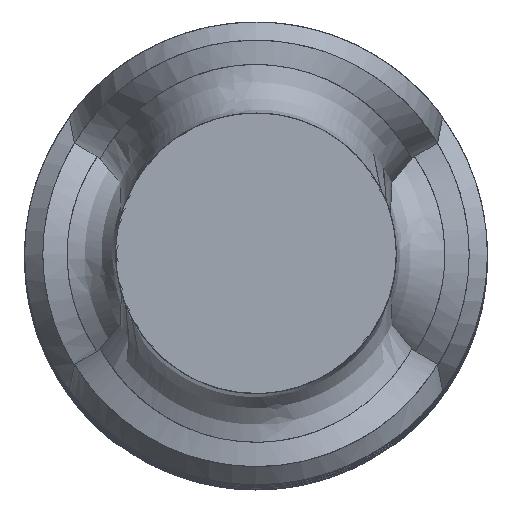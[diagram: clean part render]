
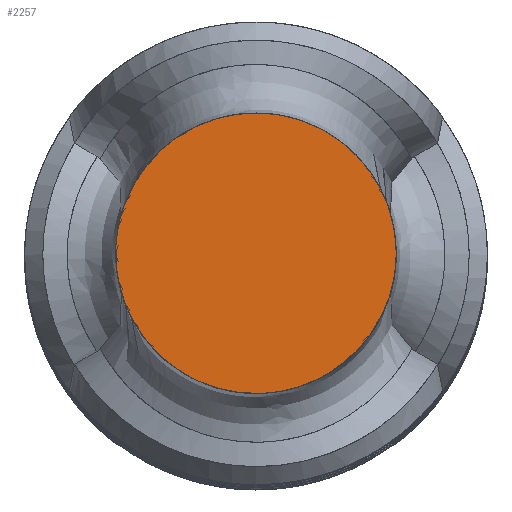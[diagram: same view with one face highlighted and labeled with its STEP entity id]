
A CAD part, top view. The second image highlights one B-rep face of the part: STEP entity #2257.
In plain terms, the highlighted free-form (B-spline) face has degree [1, 1] with [2, 2] control points.
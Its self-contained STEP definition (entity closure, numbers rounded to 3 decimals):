
#2149=CARTESIAN_POINT('',(-23.377,-23.377,315.0));
#2150=CARTESIAN_POINT('',(23.377,-23.377,315.0));
#2151=CARTESIAN_POINT('',(-23.377,23.377,315.0));
#2152=CARTESIAN_POINT('',(23.377,23.377,315.0));
#2153=QUASI_UNIFORM_SURFACE('',1,1,((#2149,#2151),(#2150,#2152)),.UNSPECIFIED.,.F.,.F.,.U.);
#2154=CARTESIAN_POINT('',(23.1,0.0,315.0));
#2155=VERTEX_POINT('',#2154);
#2156=CARTESIAN_POINT('',(23.1,0.0,315.0));
#2157=CARTESIAN_POINT('',(23.073,1.143,315.0));
#2158=CARTESIAN_POINT('',(22.99,2.276,315.0));
#2159=CARTESIAN_POINT('',(22.763,3.954,315.0));
#2160=CARTESIAN_POINT('',(22.413,5.607,315.0));
#2161=CARTESIAN_POINT('',(21.939,7.236,315.0));
#2162=CARTESIAN_POINT('',(21.342,8.84,315.0));
#2163=CARTESIAN_POINT('',(20.879,9.886,315.0));
#2164=CARTESIAN_POINT('',(20.369,10.9,315.0));
#2165=CARTESIAN_POINT('',(19.518,12.364,315.0));
#2166=CARTESIAN_POINT('',(18.561,13.757,315.0));
#2167=CARTESIAN_POINT('',(17.5,15.081,315.0));
#2168=CARTESIAN_POINT('',(16.334,16.334,315.0));
#2169=CARTESIAN_POINT('',(15.506,17.123,315.0));
#2170=CARTESIAN_POINT('',(14.647,17.866,315.0));
#2171=CARTESIAN_POINT('',(13.301,18.892,315.0));
#2172=CARTESIAN_POINT('',(11.884,19.813,315.0));
#2173=CARTESIAN_POINT('',(10.397,20.63,315.0));
#2174=CARTESIAN_POINT('',(8.84,21.342,315.0));
#2175=CARTESIAN_POINT('',(7.773,21.754,315.0));
#2176=CARTESIAN_POINT('',(6.696,22.111,315.0));
#2177=CARTESIAN_POINT('',(5.059,22.544,315.0));
#2178=CARTESIAN_POINT('',(3.397,22.853,315.0));
#2179=CARTESIAN_POINT('',(1.711,23.038,315.0));
#2180=CARTESIAN_POINT('',(0.0,23.1,315.0));
#2181=CARTESIAN_POINT('',(-1.143,23.073,315.0));
#2182=CARTESIAN_POINT('',(-2.276,22.99,315.0));
#2183=CARTESIAN_POINT('',(-3.954,22.763,315.0));
#2184=CARTESIAN_POINT('',(-5.607,22.413,315.0));
#2185=CARTESIAN_POINT('',(-7.236,21.939,315.0));
#2186=CARTESIAN_POINT('',(-8.84,21.342,315.0));
#2187=CARTESIAN_POINT('',(-9.886,20.879,315.0));
#2188=CARTESIAN_POINT('',(-10.9,20.369,315.0));
#2189=CARTESIAN_POINT('',(-12.364,19.518,315.0));
#2190=CARTESIAN_POINT('',(-13.757,18.561,315.0));
#2191=CARTESIAN_POINT('',(-15.081,17.5,315.0));
#2192=CARTESIAN_POINT('',(-16.334,16.334,315.0));
#2193=CARTESIAN_POINT('',(-17.123,15.506,315.0));
#2194=CARTESIAN_POINT('',(-17.866,14.647,315.0));
#2195=CARTESIAN_POINT('',(-18.892,13.301,315.0));
#2196=CARTESIAN_POINT('',(-19.813,11.884,315.0));
#2197=CARTESIAN_POINT('',(-20.63,10.397,315.0));
#2198=CARTESIAN_POINT('',(-21.342,8.84,315.0));
#2199=CARTESIAN_POINT('',(-21.754,7.773,315.0));
#2200=CARTESIAN_POINT('',(-22.111,6.696,315.0));
#2201=CARTESIAN_POINT('',(-22.544,5.059,315.0));
#2202=CARTESIAN_POINT('',(-22.853,3.397,315.0));
#2203=CARTESIAN_POINT('',(-23.038,1.711,315.0));
#2204=CARTESIAN_POINT('',(-23.1,0.,315.0));
#2205=CARTESIAN_POINT('',(-23.073,-1.143,315.0));
#2206=CARTESIAN_POINT('',(-22.99,-2.276,315.0));
#2207=CARTESIAN_POINT('',(-22.763,-3.954,315.0));
#2208=CARTESIAN_POINT('',(-22.413,-5.607,315.0));
#2209=CARTESIAN_POINT('',(-21.939,-7.236,315.0));
#2210=CARTESIAN_POINT('',(-21.342,-8.84,315.0));
#2211=CARTESIAN_POINT('',(-20.879,-9.886,315.0));
#2212=CARTESIAN_POINT('',(-20.369,-10.9,315.0));
#2213=CARTESIAN_POINT('',(-19.518,-12.364,315.0));
#2214=CARTESIAN_POINT('',(-18.561,-13.757,315.0));
#2215=CARTESIAN_POINT('',(-17.5,-15.081,315.0));
#2216=CARTESIAN_POINT('',(-16.334,-16.334,315.0));
#2217=CARTESIAN_POINT('',(-15.506,-17.123,315.0));
#2218=CARTESIAN_POINT('',(-14.647,-17.866,315.0));
#2219=CARTESIAN_POINT('',(-13.301,-18.892,315.0));
#2220=CARTESIAN_POINT('',(-11.884,-19.813,315.0));
#2221=CARTESIAN_POINT('',(-10.397,-20.63,315.0));
#2222=CARTESIAN_POINT('',(-8.84,-21.342,315.0));
#2223=CARTESIAN_POINT('',(-7.773,-21.754,315.0));
#2224=CARTESIAN_POINT('',(-6.696,-22.111,315.0));
#2225=CARTESIAN_POINT('',(-5.059,-22.544,315.0));
#2226=CARTESIAN_POINT('',(-3.397,-22.853,315.0));
#2227=CARTESIAN_POINT('',(-1.711,-23.038,315.0));
#2228=CARTESIAN_POINT('',(0.,-23.1,315.0));
#2229=CARTESIAN_POINT('',(1.143,-23.073,315.0));
#2230=CARTESIAN_POINT('',(2.276,-22.99,315.0));
#2231=CARTESIAN_POINT('',(3.954,-22.763,315.0));
#2232=CARTESIAN_POINT('',(5.607,-22.413,315.0));
#2233=CARTESIAN_POINT('',(7.236,-21.939,315.0));
#2234=CARTESIAN_POINT('',(8.84,-21.342,315.0));
#2235=CARTESIAN_POINT('',(9.886,-20.879,315.0));
#2236=CARTESIAN_POINT('',(10.9,-20.369,315.0));
#2237=CARTESIAN_POINT('',(12.364,-19.518,315.0));
#2238=CARTESIAN_POINT('',(13.757,-18.561,315.0));
#2239=CARTESIAN_POINT('',(15.081,-17.5,315.0));
#2240=CARTESIAN_POINT('',(16.334,-16.334,315.0));
#2241=CARTESIAN_POINT('',(17.123,-15.506,315.0));
#2242=CARTESIAN_POINT('',(17.866,-14.647,315.0));
#2243=CARTESIAN_POINT('',(18.892,-13.301,315.0));
#2244=CARTESIAN_POINT('',(19.813,-11.884,315.0));
#2245=CARTESIAN_POINT('',(20.63,-10.397,315.0));
#2246=CARTESIAN_POINT('',(21.342,-8.84,315.0));
#2247=CARTESIAN_POINT('',(21.754,-7.773,315.0));
#2248=CARTESIAN_POINT('',(22.111,-6.696,315.0));
#2249=CARTESIAN_POINT('',(22.544,-5.059,315.0));
#2250=CARTESIAN_POINT('',(22.853,-3.397,315.0));
#2251=CARTESIAN_POINT('',(23.1,0.0,315.0));
#2252=B_SPLINE_CURVE_WITH_KNOTS('',1,(#2156,#2157,#2158,#2159,#2160,#2161,#2162,#2163,#2164,#2165,#2166,#2167,#2168,#2169,#2170,#2171,#2172,#2173,#2174,#2175,#2176,#2177,#2178,#2179,#2180,#2181,#2182,#2183,#2184,#2185,#2186,#2187,#2188,#2189,#2190,#2191,#2192,#2193,#2194,#2195,#2196,#2197,#2198,#2199,#2200,#2201,#2202,#2203,#2204,#2205,#2206,#2207,#2208,#2209,#2210,#2211,#2212,#2213,#2214,#2215,#2216,#2217,#2218,#2219,#2220,#2221,#2222,#2223,#2224,#2225,#2226,#2227,#2228,#2229,#2230,#2231,#2232,#2233,#2234,#2235,#2236,#2237,#2238,#2239,#2240,#2241,#2242,#2243,#2244,#2245,#2246,#2247,#2248,#2249,#2250,#2251),.UNSPECIFIED.,.T.,.U.,(2,1,1,1,1,1,1,1,1,1,1,1,1,1,1,1,1,1,1,1,1,1,1,1,1,1,1,1,1,1,1,1,1,1,1,1,1,1,1,1,1,1,1,1,1,1,1,1,1,1,1,1,1,1,1,1,1,1,1,1,1,1,1,1,1,1,1,1,1,1,1,1,1,1,1,1,1,1,1,1,1,1,1,1,1,1,1,1,1,1,1,1,1,1,1,2),(0.0,0.008,0.016,0.027,0.039,0.051,0.063,0.07,0.078,0.09,0.102,0.113,0.125,0.133,0.141,0.152,0.164,0.176,0.188,0.195,0.203,0.215,0.227,0.238,0.25,0.258,0.266,0.277,0.289,0.301,0.313,0.32,0.328,0.34,0.352,0.363,0.375,0.383,0.391,0.402,0.414,0.426,0.438,0.445,0.453,0.465,0.477,0.488,0.5,0.508,0.516,0.527,0.539,0.551,0.563,0.57,0.578,0.59,0.602,0.613,0.625,0.633,0.641,0.652,0.664,0.676,0.688,0.695,0.703,0.715,0.727,0.738,0.75,0.758,0.766,0.777,0.789,0.801,0.813,0.82,0.828,0.84,0.852,0.863,0.875,0.883,0.891,0.902,0.914,0.926,0.938,0.945,0.953,0.965,0.977,1.0),.UNSPECIFIED.);
#2253=EDGE_CURVE('',#2155,#2155,#2252,.T.);
#2254=ORIENTED_EDGE('',*,*,#2253,.T.);
#2255=EDGE_LOOP('',(#2254));
#2256=FACE_OUTER_BOUND('',#2255,.T.);
#2257=ADVANCED_FACE('',(#2256),#2153,.T.);
